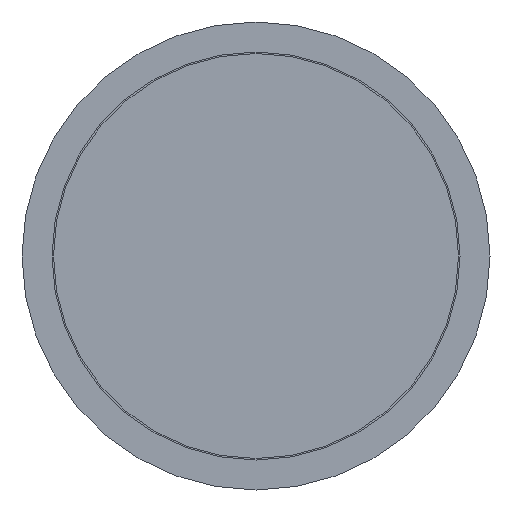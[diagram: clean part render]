
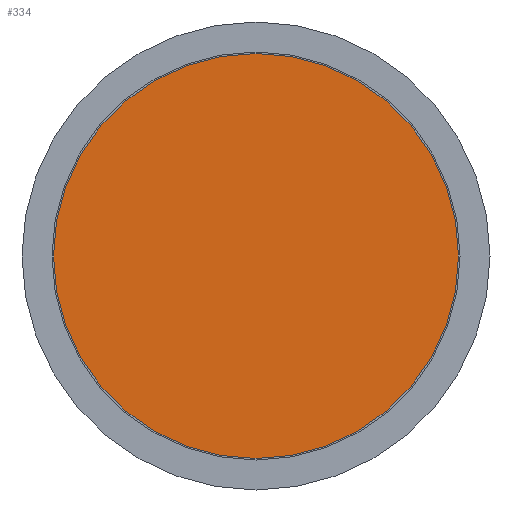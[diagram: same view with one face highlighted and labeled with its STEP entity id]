
A CAD part, front view. The second image highlights one B-rep face of the part: STEP entity #334.
In plain terms, the highlighted planar face has unit normal (0, -1, 0).
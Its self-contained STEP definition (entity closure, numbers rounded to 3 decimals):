
#3 = DIRECTION ( 'NONE',  ( 0., -1., 0. ) ) ;
#82 = CARTESIAN_POINT ( 'NONE',  ( -33.75, 0., 0. ) ) ;
#127 = AXIS2_PLACEMENT_3D ( 'NONE', #82, #136, #215 ) ;
#129 = ORIENTED_EDGE ( 'NONE', *, *, #373, .T. ) ;
#136 = DIRECTION ( 'NONE',  ( 0., 1., 0. ) ) ;
#165 = CARTESIAN_POINT ( 'NONE',  ( 0., 0., 0. ) ) ;
#209 = FACE_OUTER_BOUND ( 'NONE', #257, .T. ) ;
#215 = DIRECTION ( 'NONE',  ( 0., 0., 1. ) ) ;
#257 = EDGE_LOOP ( 'NONE', ( #129 ) ) ;
#285 = VERTEX_POINT ( 'NONE', #461 ) ;
#307 = AXIS2_PLACEMENT_3D ( 'NONE', #165, #3, #473 ) ;
#334 = ADVANCED_FACE ( 'NONE', ( #209 ), #477, .F. ) ;
#342 = CIRCLE ( 'NONE', #307, 33.75 ) ;
#373 = EDGE_CURVE ( 'NONE', #285, #285, #342, .T. ) ;
#461 = CARTESIAN_POINT ( 'NONE',  ( 0., 0., -33.75 ) ) ;
#473 = DIRECTION ( 'NONE',  ( 0., 0., -1. ) ) ;
#477 = PLANE ( 'NONE',  #127 ) ;
